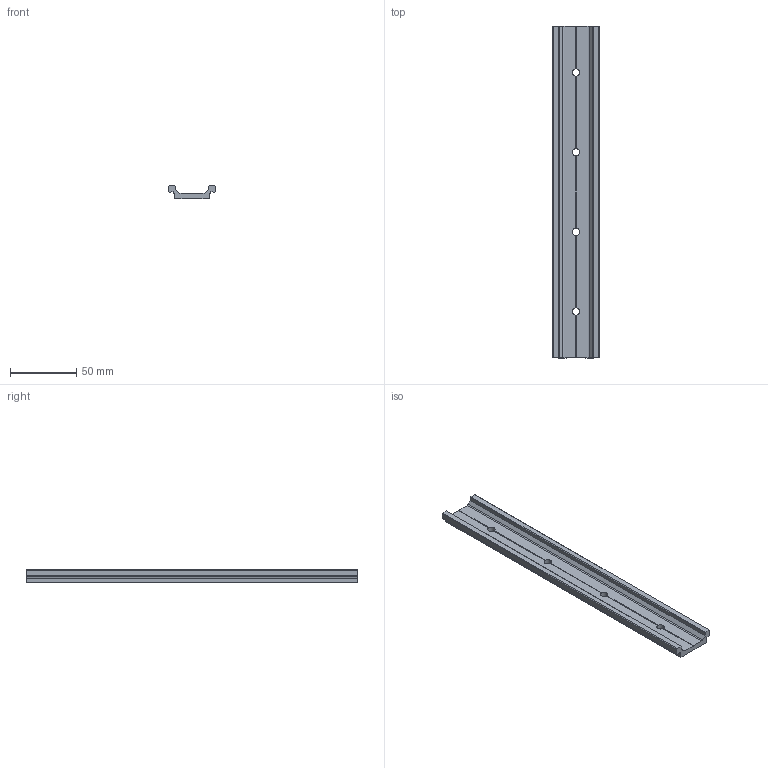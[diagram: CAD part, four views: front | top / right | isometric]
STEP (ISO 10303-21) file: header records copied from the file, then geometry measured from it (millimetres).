
FILE_DESCRIPTION(('STEP AP214'),'1');
FILE_NAME('cctmp_C2F11D11-CEBB-4F85-883F-A54DF56EFB02_2025_07_23_21_45_15_0929_192576..stp','2025-07-23T19:45:15',('igus GmbH'),('CADClick - www.CADClick.com'),'Spatial InterOp 3D',' ','unknown authorization');
FILE_SCHEMA(('AUTOMOTIVE_DESIGN'));
Length unit declared in the file: millimetre
Products named in the file (1): 2025_07_23_21_45_15_0929
Bounding box: 35 x 250 x 10 mm (x, y, z)
Volume: 41225.9 mm3; surface area: 24293.4 mm2
Topology: 1 solids, 1 shells, 53 faces, 165 edges, 110 vertices
Faces by surface type: plane 41, cylinder 12
Entity records: 2311 total; most frequent: ORIENTED_EDGE 330, CARTESIAN_POINT 329, DIRECTION 321, EDGE_CURVE 165, LINE 117, VECTOR 117, VERTEX_POINT 110, AXIS2_PLACEMENT_3D 102
